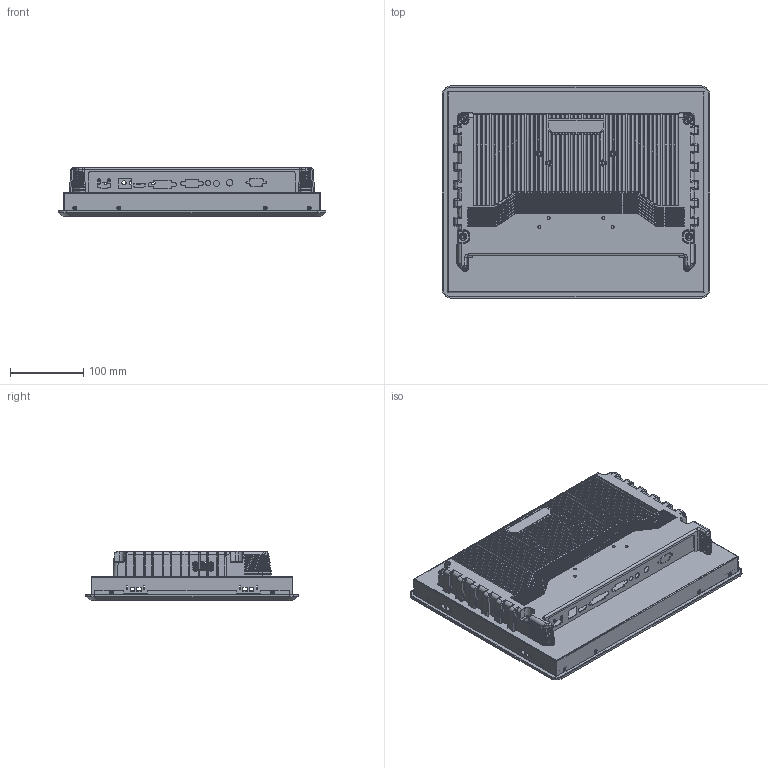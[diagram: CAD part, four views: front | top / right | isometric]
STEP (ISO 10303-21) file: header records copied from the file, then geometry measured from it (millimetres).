
FILE_DESCRIPTION((''),'2;1');
FILE_NAME('QD2-15_0INCH_2P_ASM_ASM','2024-06-11T19:24:29',('Administrator'),(''),'CREO PARAMETRIC BY PTC INC, 2022164','CREO PARAMETRIC BY PTC INC, 2022164','');
FILE_SCHEMA(('AUTOMOTIVE_DESIGN { 1 0 10303 214 1 1 1 1 }'));
Products named in the file (17): 15_111_2289_1; 36_003_1000063_1; FRONT_150-INCH_ASM_ASM_1_ASM; MIDDLE_150_INCH-NEW_2; MIDDLE_150_INCH-NEW_ASM_1_ASM; D-DB_1; UP-DB-MONITOR_1_1; UP-DB-MONITOR_1_2; UP-DB-MONITOR_1_ASM; UP-DB-MONITOR_ASM_1_ASM; BOTTOM_15_0-17_3-INCH-NEW_1; BOTTOM_15-17_3-INCH_ASM_1_ASM; BOTTOM_15-17_3-INCH-ASM_ASM_1_ASM; TUOBAN_MONITOR_ASM_ASM_1_ASM; QD_150_INCH_MIDDLE_ASM_1_ASM; 0_0_QD_150_INCH_MONITOR_ASM_6_ASM; QD2-15_0INCH_2P_ASM_ASM
Assembly tree (16 placements, depth 7):
  QD2-15_0INCH_2P_ASM_ASM
    0_0_QD_150_INCH_MONITOR_ASM_6_ASM
      FRONT_150-INCH_ASM_ASM_1_ASM
        15_111_2289_1
        36_003_1000063_1
      QD_150_INCH_MIDDLE_ASM_1_ASM
        MIDDLE_150_INCH-NEW_ASM_1_ASM
          MIDDLE_150_INCH-NEW_2
        TUOBAN_MONITOR_ASM_ASM_1_ASM
          D-DB_1
          UP-DB-MONITOR_ASM_1_ASM
            UP-DB-MONITOR_1_ASM
              UP-DB-MONITOR_1_1
              UP-DB-MONITOR_1_2
          BOTTOM_15-17_3-INCH-ASM_ASM_1_ASM
            BOTTOM_15-17_3-INCH_ASM_1_ASM
              BOTTOM_15_0-17_3-INCH-NEW_1
Bounding box: 366.08 x 290.02 x 67 mm (x, y, z)
Volume: 853336 mm3; surface area: 695819.5 mm2
Topology: 7 solids, 7 shells, 3614 faces, 8795 edges, 5244 vertices
Faces by surface type: cylinder 1301, plane 1230, torus 490, bspline 392, cone 178, sphere 15, extrusion 8
Entity records: 169806 total; most frequent: CARTESIAN_POINT 60554, ORIENTED_EDGE 17562, DIRECTION 16874, EDGE_CURVE 8781, PRESENTATION_STYLE_ASSIGNMENT 8324, STYLED_ITEM 8304, CURVE_STYLE 8297, AXIS2_PLACEMENT_3D 6148
